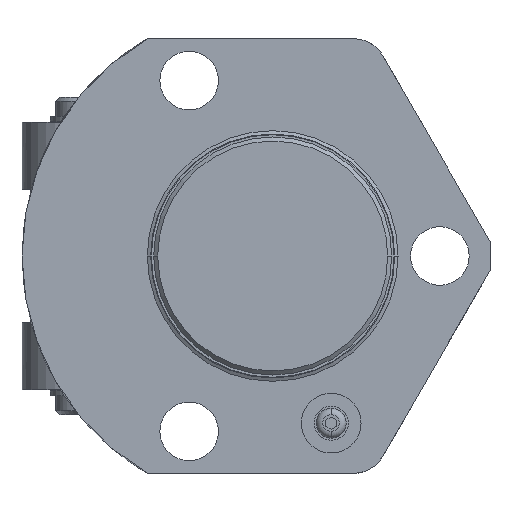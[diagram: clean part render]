
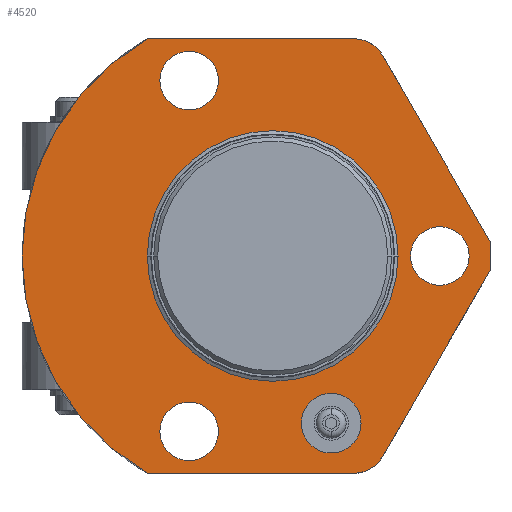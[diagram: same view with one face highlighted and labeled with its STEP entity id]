
A CAD part, front view. The second image highlights one B-rep face of the part: STEP entity #4520.
In plain terms, the highlighted planar face has unit normal (0, -1, 0).
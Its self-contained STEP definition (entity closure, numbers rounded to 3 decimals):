
#297=CARTESIAN_POINT('',(0.,0.,0.));
#298=DIRECTION('',(0.,-1.,0.));
#299=DIRECTION('',(-0.499,0.,0.867));
#300=AXIS2_PLACEMENT_3D('',#297,#298,#299);
#513=CARTESIAN_POINT('',(0.,0.,0.));
#514=DIRECTION('',(0.,1.,0.));
#515=DIRECTION('',(1.,0.,0.));
#516=AXIS2_PLACEMENT_3D('',#513,#514,#515);
#518=CARTESIAN_POINT('',(0.,0.,0.));
#519=DIRECTION('',(0.,1.,0.));
#520=DIRECTION('',(-1.,0.,0.));
#521=AXIS2_PLACEMENT_3D('',#518,#519,#520);
#523=CARTESIAN_POINT('',(31.75,0.,0.));
#524=DIRECTION('',(0.,-1.,0.));
#525=DIRECTION('',(1.,0.,0.));
#526=AXIS2_PLACEMENT_3D('',#523,#524,#525);
#528=CARTESIAN_POINT('',(31.75,0.,0.));
#529=DIRECTION('',(0.,-1.,0.));
#530=DIRECTION('',(-1.,0.,0.));
#531=AXIS2_PLACEMENT_3D('',#528,#529,#530);
#533=CARTESIAN_POINT('',(-15.875,0.,33.325));
#534=DIRECTION('',(0.,-1.,0.));
#535=DIRECTION('',(1.,0.,0.));
#536=AXIS2_PLACEMENT_3D('',#533,#534,#535);
#538=CARTESIAN_POINT('',(-15.875,0.,33.325));
#539=DIRECTION('',(0.,-1.,0.));
#540=DIRECTION('',(-1.,0.,0.));
#541=AXIS2_PLACEMENT_3D('',#538,#539,#540);
#543=CARTESIAN_POINT('',(-15.875,0.,-33.325));
#544=DIRECTION('',(0.,-1.,0.));
#545=DIRECTION('',(1.,0.,0.));
#546=AXIS2_PLACEMENT_3D('',#543,#544,#545);
#548=CARTESIAN_POINT('',(-15.875,0.,-33.325));
#549=DIRECTION('',(0.,-1.,0.));
#550=DIRECTION('',(-1.,0.,0.));
#551=AXIS2_PLACEMENT_3D('',#548,#549,#550);
#553=CARTESIAN_POINT('',(11.1,0.,-31.75));
#554=DIRECTION('',(0.,-1.,0.));
#555=DIRECTION('',(-1.,0.,0.));
#556=AXIS2_PLACEMENT_3D('',#553,#554,#555);
#558=CARTESIAN_POINT('',(11.1,0.,-31.75));
#559=DIRECTION('',(0.,-1.,0.));
#560=DIRECTION('',(1.,0.,0.));
#561=AXIS2_PLACEMENT_3D('',#558,#559,#560);
#563=DIRECTION('',(-0.5,0.,0.866));
#564=VECTOR('',#563,40.784);
#565=CARTESIAN_POINT('',(41.275,0.,2.78));
#566=LINE('',#565,#564);
#567=DIRECTION('',(0.,0.,1.));
#568=VECTOR('',#567,5.56);
#569=CARTESIAN_POINT('',(41.275,0.,-2.78));
#570=LINE('',#569,#568);
#571=DIRECTION('',(0.5,0.,0.866));
#572=VECTOR('',#571,40.784);
#573=CARTESIAN_POINT('',(20.883,0.,-38.1));
#574=LINE('',#573,#572);
#575=DIRECTION('',(1.,0.,0.));
#576=VECTOR('',#575,39.143);
#577=CARTESIAN_POINT('',(-23.76,0.,-41.275));
#578=LINE('',#577,#576);
#579=DIRECTION('',(1.,0.,0.));
#580=VECTOR('',#579,39.143);
#581=CARTESIAN_POINT('',(-23.76,0.,41.275));
#582=LINE('',#581,#580);
#1031=CARTESIAN_POINT('',(15.384,0.,-34.925));
#1032=DIRECTION('',(0.,-1.,0.));
#1033=DIRECTION('',(0.,0.,-1.));
#1034=AXIS2_PLACEMENT_3D('',#1031,#1032,#1033);
#1211=CARTESIAN_POINT('',(15.384,0.,34.925));
#1212=DIRECTION('',(0.,-1.,0.));
#1213=DIRECTION('',(0.866,0.,0.5));
#1214=AXIS2_PLACEMENT_3D('',#1211,#1212,#1213);
#3148=CARTESIAN_POINT('',(-23.76,0.,41.275));
#3149=CARTESIAN_POINT('',(-23.76,0.,-41.275));
#3150=VERTEX_POINT('',#3148);
#3151=VERTEX_POINT('',#3149);
#3152=CARTESIAN_POINT('',(41.275,0.,-2.78));
#3153=CARTESIAN_POINT('',(41.275,0.,2.78));
#3154=VERTEX_POINT('',#3152);
#3155=VERTEX_POINT('',#3153);
#3156=CARTESIAN_POINT('',(37.313,0.,0.));
#3157=CARTESIAN_POINT('',(26.188,0.,0.));
#3158=VERTEX_POINT('',#3156);
#3159=VERTEX_POINT('',#3157);
#3168=CARTESIAN_POINT('',(-10.313,0.,-33.325));
#3169=CARTESIAN_POINT('',(-21.438,0.,-33.325));
#3170=VERTEX_POINT('',#3168);
#3171=VERTEX_POINT('',#3169);
#3176=CARTESIAN_POINT('',(-10.313,0.,33.325));
#3177=CARTESIAN_POINT('',(-21.438,0.,33.325));
#3178=VERTEX_POINT('',#3176);
#3179=VERTEX_POINT('',#3177);
#3234=CARTESIAN_POINT('',(5.429,0.,-31.75));
#3235=CARTESIAN_POINT('',(16.771,0.,-31.75));
#3236=VERTEX_POINT('',#3234);
#3237=VERTEX_POINT('',#3235);
#3238=CARTESIAN_POINT('',(20.883,0.,38.1));
#3239=CARTESIAN_POINT('',(15.384,0.,41.275));
#3240=VERTEX_POINT('',#3238);
#3241=VERTEX_POINT('',#3239);
#3242=CARTESIAN_POINT('',(15.384,0.,-41.275));
#3243=CARTESIAN_POINT('',(20.883,0.,-38.1));
#3244=VERTEX_POINT('',#3242);
#3245=VERTEX_POINT('',#3243);
#3250=CARTESIAN_POINT('',(22.606,0.,0.));
#3251=CARTESIAN_POINT('',(-22.606,0.,0.));
#3252=VERTEX_POINT('',#3250);
#3253=VERTEX_POINT('',#3251);
#4470=CARTESIAN_POINT('',(0.,0.,0.));
#4471=DIRECTION('',(0.,-1.,0.));
#4472=DIRECTION('',(1.,0.,0.));
#4473=AXIS2_PLACEMENT_3D('',#4470,#4471,#4472);
#4474=PLANE('',#4473);
#4476=ORIENTED_EDGE('',*,*,#4475,.F.);
#4478=ORIENTED_EDGE('',*,*,#4477,.F.);
#4480=ORIENTED_EDGE('',*,*,#4479,.F.);
#4482=ORIENTED_EDGE('',*,*,#4481,.F.);
#4484=ORIENTED_EDGE('',*,*,#4483,.F.);
#4486=ORIENTED_EDGE('',*,*,#4485,.F.);
#4487=ORIENTED_EDGE('',*,*,#4272,.F.);
#4489=ORIENTED_EDGE('',*,*,#4488,.T.);
#4490=EDGE_LOOP('',(#4476,#4478,#4480,#4482,#4484,#4486,#4487,#4489));
#4491=FACE_OUTER_BOUND('',#4490,.F.);
#4493=ORIENTED_EDGE('',*,*,#4492,.T.);
#4495=ORIENTED_EDGE('',*,*,#4494,.T.);
#4496=EDGE_LOOP('',(#4493,#4495));
#4497=FACE_BOUND('',#4496,.F.);
#4498=ORIENTED_EDGE('',*,*,#4452,.T.);
#4499=ORIENTED_EDGE('',*,*,#4463,.T.);
#4500=EDGE_LOOP('',(#4498,#4499));
#4501=FACE_BOUND('',#4500,.F.);
#4503=ORIENTED_EDGE('',*,*,#4502,.T.);
#4505=ORIENTED_EDGE('',*,*,#4504,.T.);
#4506=EDGE_LOOP('',(#4503,#4505));
#4507=FACE_BOUND('',#4506,.F.);
#4509=ORIENTED_EDGE('',*,*,#4508,.T.);
#4511=ORIENTED_EDGE('',*,*,#4510,.T.);
#4512=EDGE_LOOP('',(#4509,#4511));
#4513=FACE_BOUND('',#4512,.F.);
#4515=ORIENTED_EDGE('',*,*,#4514,.F.);
#4517=ORIENTED_EDGE('',*,*,#4516,.F.);
#4518=EDGE_LOOP('',(#4515,#4517));
#4519=FACE_BOUND('',#4518,.F.);
#301=CIRCLE('',#300,47.625);
#517=CIRCLE('',#516,22.606);
#522=CIRCLE('',#521,22.606);
#527=CIRCLE('',#526,5.563);
#532=CIRCLE('',#531,5.563);
#537=CIRCLE('',#536,5.563);
#542=CIRCLE('',#541,5.563);
#547=CIRCLE('',#546,5.563);
#552=CIRCLE('',#551,5.563);
#557=CIRCLE('',#556,5.671);
#562=CIRCLE('',#561,5.671);
#1035=CIRCLE('',#1034,6.35);
#1215=CIRCLE('',#1214,6.35);
#4272=EDGE_CURVE('',#3150,#3151,#301,.T.);
#4452=EDGE_CURVE('',#3178,#3179,#537,.T.);
#4463=EDGE_CURVE('',#3179,#3178,#542,.T.);
#4475=EDGE_CURVE('',#3240,#3241,#1215,.T.);
#4477=EDGE_CURVE('',#3155,#3240,#566,.T.);
#4479=EDGE_CURVE('',#3154,#3155,#570,.T.);
#4481=EDGE_CURVE('',#3245,#3154,#574,.T.);
#4483=EDGE_CURVE('',#3244,#3245,#1035,.T.);
#4485=EDGE_CURVE('',#3151,#3244,#578,.T.);
#4488=EDGE_CURVE('',#3150,#3241,#582,.T.);
#4492=EDGE_CURVE('',#3158,#3159,#527,.T.);
#4494=EDGE_CURVE('',#3159,#3158,#532,.T.);
#4502=EDGE_CURVE('',#3170,#3171,#547,.T.);
#4504=EDGE_CURVE('',#3171,#3170,#552,.T.);
#4508=EDGE_CURVE('',#3236,#3237,#557,.T.);
#4510=EDGE_CURVE('',#3237,#3236,#562,.T.);
#4514=EDGE_CURVE('',#3252,#3253,#517,.T.);
#4516=EDGE_CURVE('',#3253,#3252,#522,.T.);
#4520=ADVANCED_FACE('',(#4491,#4497,#4501,#4507,#4513,#4519),#4474,.T.);
